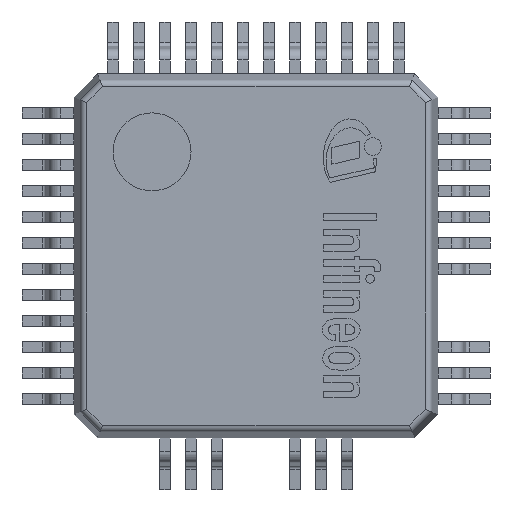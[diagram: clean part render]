
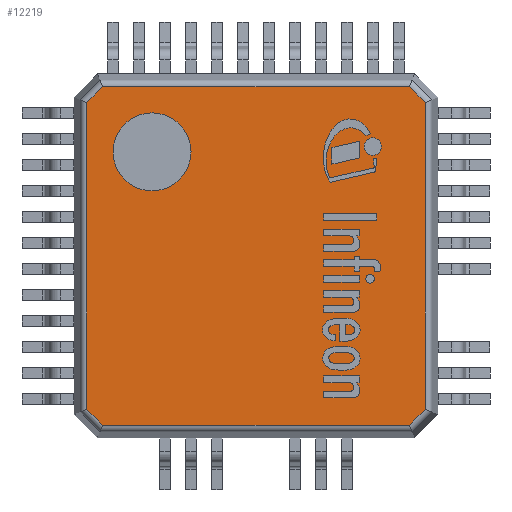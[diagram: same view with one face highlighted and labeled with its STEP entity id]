
A CAD part, top view. The second image highlights one B-rep face of the part: STEP entity #12219.
In plain terms, the highlighted planar face has unit normal (0, 0, 1).
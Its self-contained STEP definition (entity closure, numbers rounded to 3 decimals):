
#184=FACE_BOUND('',#1786,.T.);
#193=CIRCLE('',#13009,0.75);
#529=PLANE('',#13008);
#1061=FACE_OUTER_BOUND('',#1785,.T.);
#1785=EDGE_LOOP('',(#8447,#8448,#8449,#8450,#8451,#8452,#8453,#8454));
#1786=EDGE_LOOP('',(#8455));
#2522=LINE('',#17585,#3951);
#2524=LINE('',#17593,#3953);
#2526=LINE('',#17599,#3955);
#2529=LINE('',#17607,#3958);
#2531=LINE('',#17613,#3960);
#2533=LINE('',#17619,#3962);
#2535=LINE('',#17625,#3964);
#2537=LINE('',#17629,#3966);
#3951=VECTOR('',#14046,1.);
#3953=VECTOR('',#14054,1.);
#3955=VECTOR('',#14060,1.);
#3958=VECTOR('',#14067,1.);
#3960=VECTOR('',#14073,1.);
#3962=VECTOR('',#14079,1.);
#3964=VECTOR('',#14085,1.);
#3966=VECTOR('',#14091,1.);
#5380=VERTEX_POINT('',#17583);
#5381=VERTEX_POINT('',#17584);
#5384=VERTEX_POINT('',#17592);
#5386=VERTEX_POINT('',#17598);
#5389=VERTEX_POINT('',#17606);
#5391=VERTEX_POINT('',#17612);
#5393=VERTEX_POINT('',#17618);
#5395=VERTEX_POINT('',#17624);
#5401=VERTEX_POINT('',#17649);
#6586=EDGE_CURVE('',#5380,#5381,#2522,.T.);
#6590=EDGE_CURVE('',#5381,#5384,#2524,.T.);
#6593=EDGE_CURVE('',#5384,#5386,#2526,.T.);
#6597=EDGE_CURVE('',#5386,#5389,#2529,.T.);
#6600=EDGE_CURVE('',#5389,#5391,#2531,.T.);
#6603=EDGE_CURVE('',#5391,#5393,#2533,.T.);
#6606=EDGE_CURVE('',#5393,#5395,#2535,.T.);
#6609=EDGE_CURVE('',#5395,#5380,#2537,.T.);
#6619=EDGE_CURVE('',#5401,#5401,#193,.T.);
#8447=ORIENTED_EDGE('',*,*,#6586,.F.);
#8448=ORIENTED_EDGE('',*,*,#6609,.F.);
#8449=ORIENTED_EDGE('',*,*,#6606,.F.);
#8450=ORIENTED_EDGE('',*,*,#6603,.F.);
#8451=ORIENTED_EDGE('',*,*,#6600,.F.);
#8452=ORIENTED_EDGE('',*,*,#6597,.F.);
#8453=ORIENTED_EDGE('',*,*,#6593,.F.);
#8454=ORIENTED_EDGE('',*,*,#6590,.F.);
#8455=ORIENTED_EDGE('',*,*,#6619,.T.);
#12219=ADVANCED_FACE('',(#1061,#184),#529,.T.);
#13008=AXIS2_PLACEMENT_3D('',#17648,#14109,#14110);
#13009=AXIS2_PLACEMENT_3D('',#17650,#14111,#14112);
#14046=DIRECTION('',(-0.707,-0.707,0.));
#14054=DIRECTION('',(-1.,0.,0.));
#14060=DIRECTION('',(-0.707,0.707,0.));
#14067=DIRECTION('',(0.,1.,0.));
#14073=DIRECTION('',(0.707,0.707,0.));
#14079=DIRECTION('',(1.,0.,0.));
#14085=DIRECTION('',(0.707,-0.707,0.));
#14091=DIRECTION('',(0.,-1.,0.));
#14109=DIRECTION('center_axis',(0.,0.,1.));
#14110=DIRECTION('ref_axis',(0.,-1.,0.));
#14111=DIRECTION('center_axis',(0.,0.,-1.));
#14112=DIRECTION('ref_axis',(0.,1.,0.));
#17583=CARTESIAN_POINT('',(3.257,-2.949,1.6));
#17584=CARTESIAN_POINT('',(2.949,-3.257,1.6));
#17585=CARTESIAN_POINT('',(3.216,-2.991,1.6));
#17592=CARTESIAN_POINT('',(-2.949,-3.257,1.6));
#17593=CARTESIAN_POINT('',(1.525,-3.257,1.6));
#17598=CARTESIAN_POINT('',(-3.257,-2.949,1.6));
#17599=CARTESIAN_POINT('',(-2.991,-3.216,1.6));
#17606=CARTESIAN_POINT('',(-3.257,2.949,1.6));
#17607=CARTESIAN_POINT('',(-3.257,-1.525,1.6));
#17612=CARTESIAN_POINT('',(-2.949,3.257,1.6));
#17613=CARTESIAN_POINT('',(-3.216,2.991,1.6));
#17618=CARTESIAN_POINT('',(2.949,3.257,1.6));
#17619=CARTESIAN_POINT('',(-1.525,3.257,1.6));
#17624=CARTESIAN_POINT('',(3.257,2.949,1.6));
#17625=CARTESIAN_POINT('',(2.991,3.216,1.6));
#17629=CARTESIAN_POINT('',(3.257,1.525,1.6));
#17648=CARTESIAN_POINT('Origin',(0.,0.,
1.6));
#17649=CARTESIAN_POINT('',(-2.,1.25,1.6));
#17650=CARTESIAN_POINT('Origin',(-2.,2.,1.6));
